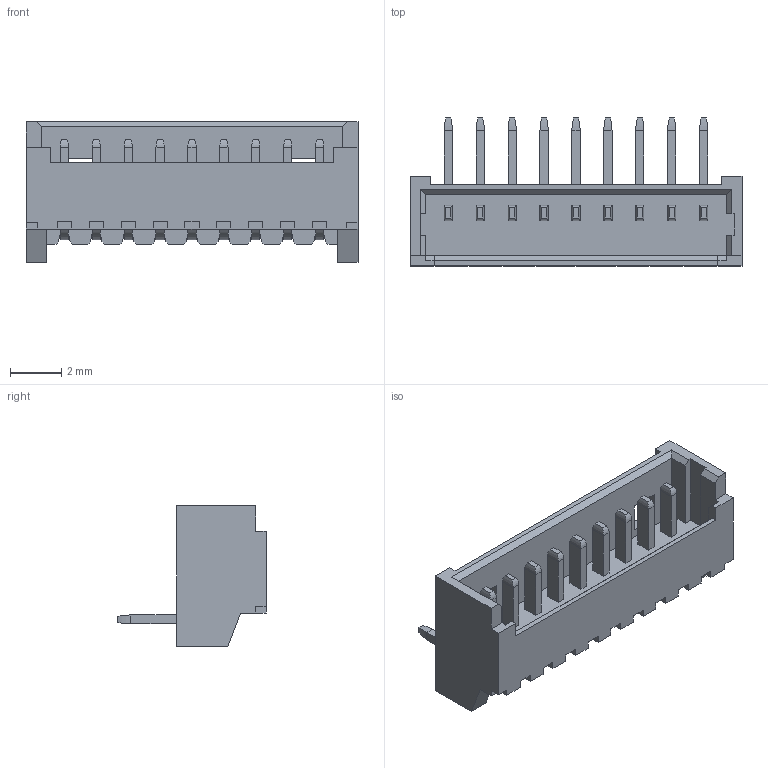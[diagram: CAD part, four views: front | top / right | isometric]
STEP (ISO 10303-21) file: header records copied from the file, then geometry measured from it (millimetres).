
FILE_DESCRIPTION((''),'2;1');
FILE_NAME('530480910','2013-12-04T',('me'),(''),'PRO/ENGINEER BY PARAMETRIC TECHNOLOGY CORPORATION, 2011490','PRO/ENGINEER BY PARAMETRIC TECHNOLOGY CORPORATION, 2011490','');
FILE_SCHEMA(('CONFIG_CONTROL_DESIGN'));
Length unit declared in the file: millimetre
Products named in the file (1): 530480910
Bounding box: 13 x 5.8 x 5.5 mm (x, y, z)
Volume: 98.3 mm3; surface area: 374.4 mm2
Topology: 1 solids, 1 shells, 337 faces, 884 edges, 558 vertices
Faces by surface type: plane 256, bspline 72, cylinder 9
Entity records: 11890 total; most frequent: CARTESIAN_POINT 3922, ORIENTED_EDGE 1732, DIRECTION 1398, EDGE_CURVE 866, VECTOR 758, LINE 758, VERTEX_POINT 540, EDGE_LOOP 350
